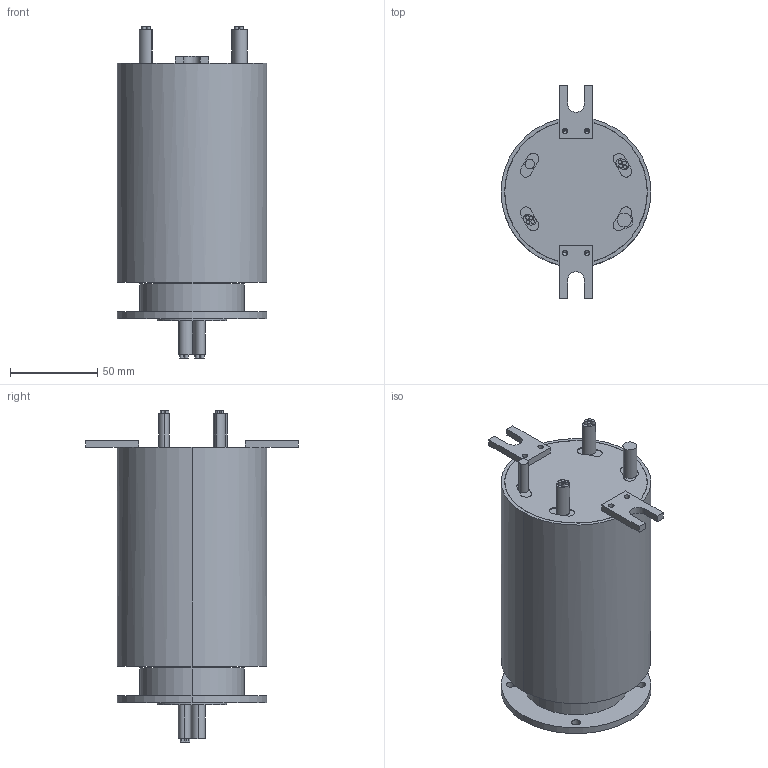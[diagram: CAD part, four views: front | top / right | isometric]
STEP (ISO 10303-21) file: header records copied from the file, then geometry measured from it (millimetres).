
FILE_DESCRIPTION (( 'STEP AP203' ), '1' );
FILE_NAME ('RX01023005.STEP', '2020-11-04T08:20:12', ( '微软用户' ), ( '微软中国' ), 'SwSTEP 2.0', 'SolidWorks 2014', '' );
FILE_SCHEMA (( 'CONFIG_CONTROL_DESIGN' ));
Length unit declared in the file: millimetre
Products named in the file (1): RX01023005
Bounding box: 86 x 122 x 190.6 mm (x, y, z)
Volume: 809347.7 mm3; surface area: 67121.6 mm2
Topology: 1 solids, 1 shells, 183 faces, 421 edges, 270 vertices
Faces by surface type: cylinder 109, plane 62, cone 8, bspline 4
Entity records: 5322 total; most frequent: DIRECTION 995, CARTESIAN_POINT 919, ORIENTED_EDGE 826, EDGE_CURVE 413, AXIS2_PLACEMENT_3D 410, VERTEX_POINT 270, EDGE_LOOP 233, CIRCLE 230
